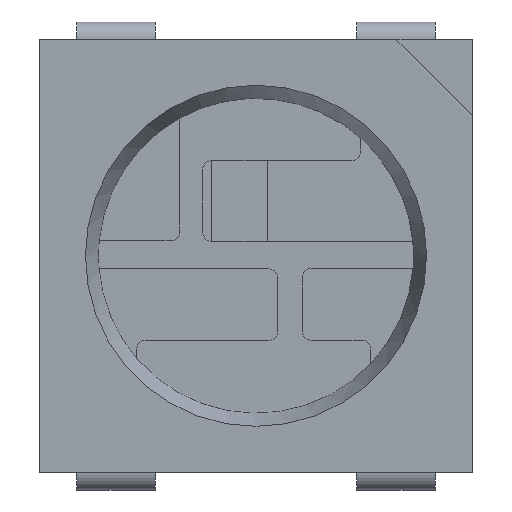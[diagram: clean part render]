
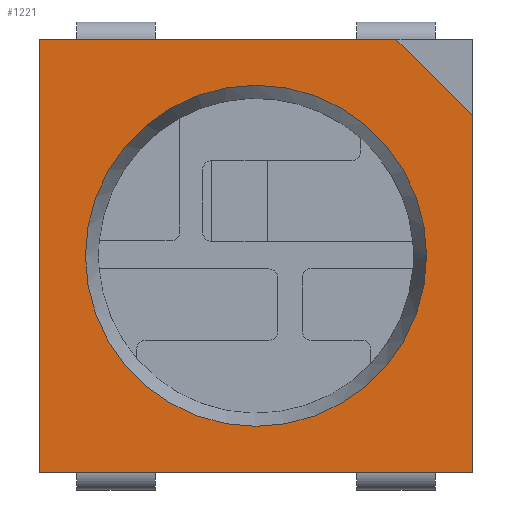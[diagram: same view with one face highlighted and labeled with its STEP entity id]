
A CAD part, top view. The second image highlights one B-rep face of the part: STEP entity #1221.
In plain terms, the highlighted planar face has unit normal (0, 0, 1).
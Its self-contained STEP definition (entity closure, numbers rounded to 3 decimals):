
#33=FACE_BOUND('',#209,.T.);
#53=CIRCLE('',#1314,1.95);
#149=FACE_OUTER_BOUND('',#208,.T.);
#208=EDGE_LOOP('',(#950,#951,#952,#953,#954));
#209=EDGE_LOOP('',(#955));
#255=LINE('',#1736,#385);
#276=LINE('',#1777,#406);
#307=LINE('',#1838,#437);
#331=LINE('',#1919,#461);
#332=LINE('',#1921,#462);
#385=VECTOR('',#1393,10.);
#406=VECTOR('',#1418,1.);
#437=VECTOR('',#1455,1.);
#461=VECTOR('',#1527,1.);
#462=VECTOR('',#1530,1.);
#515=VERTEX_POINT('',#1734);
#516=VERTEX_POINT('',#1735);
#534=VERTEX_POINT('',#1775);
#560=VERTEX_POINT('',#1835);
#561=VERTEX_POINT('',#1837);
#595=VERTEX_POINT('',#1923);
#637=EDGE_CURVE('',#515,#516,#255,.T.);
#658=EDGE_CURVE('',#516,#534,#276,.T.);
#690=EDGE_CURVE('',#561,#560,#307,.T.);
#732=EDGE_CURVE('',#534,#561,#331,.T.);
#733=EDGE_CURVE('',#560,#515,#332,.T.);
#734=EDGE_CURVE('',#595,#595,#53,.T.);
#950=ORIENTED_EDGE('',*,*,#637,.T.);
#951=ORIENTED_EDGE('',*,*,#658,.T.);
#952=ORIENTED_EDGE('',*,*,#732,.T.);
#953=ORIENTED_EDGE('',*,*,#690,.T.);
#954=ORIENTED_EDGE('',*,*,#733,.T.);
#955=ORIENTED_EDGE('',*,*,#734,.F.);
#1177=PLANE('',#1313);
#1221=ADVANCED_FACE('',(#149,#33),#1177,.T.);
#1313=AXIS2_PLACEMENT_3D('',#1922,#1531,#1532);
#1314=AXIS2_PLACEMENT_3D('',#1924,#1533,#1534);
#1393=DIRECTION('',(-0.707,0.707,0.));
#1418=DIRECTION('',(-1.,0.,0.));
#1455=DIRECTION('',(1.,0.,0.));
#1527=DIRECTION('',(0.,-1.,0.));
#1530=DIRECTION('',(0.,1.,0.));
#1531=DIRECTION('center_axis',(0.,0.,1.));
#1532=DIRECTION('ref_axis',(1.,0.,0.));
#1533=DIRECTION('center_axis',(0.,0.,1.));
#1534=DIRECTION('ref_axis',(1.,0.,0.));
#1734=CARTESIAN_POINT('',(2.475,1.6,1.5));
#1735=CARTESIAN_POINT('',(1.6,2.475,1.5));
#1736=CARTESIAN_POINT('',(2.256,1.819,1.5));
#1775=CARTESIAN_POINT('',(-2.475,2.475,1.5));
#1777=CARTESIAN_POINT('',(2.475,2.475,1.5));
#1835=CARTESIAN_POINT('',(2.475,-2.475,1.5));
#1837=CARTESIAN_POINT('',(-2.475,-2.475,1.5));
#1838=CARTESIAN_POINT('',(-2.475,-2.475,1.5));
#1919=CARTESIAN_POINT('',(-2.475,2.475,1.5));
#1921=CARTESIAN_POINT('',(2.475,1.725,1.5));
#1922=CARTESIAN_POINT('Origin',(0.,0.,1.5));
#1923=CARTESIAN_POINT('',(-1.95,0.,1.5));
#1924=CARTESIAN_POINT('Origin',(0.,0.,
1.5));
